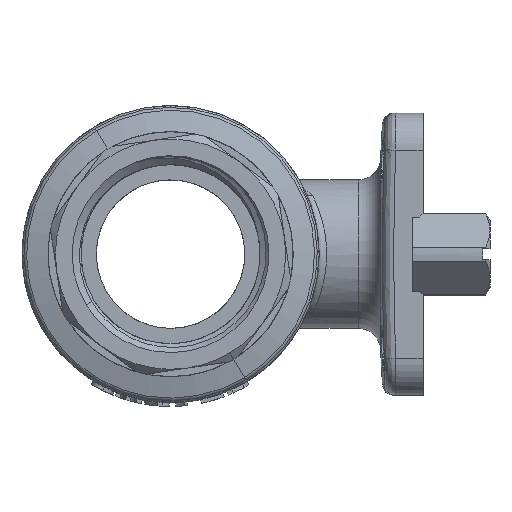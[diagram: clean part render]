
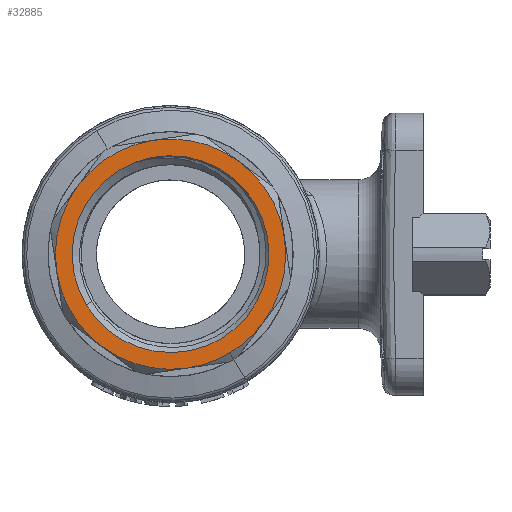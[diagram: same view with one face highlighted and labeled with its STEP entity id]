
A CAD part, front view. The second image highlights one B-rep face of the part: STEP entity #32885.
In plain terms, the highlighted planar face has unit normal (0, -1, 0).
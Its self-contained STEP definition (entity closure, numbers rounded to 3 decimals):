
#101 = DIRECTION ( 'NONE',  ( -0.858, 0., -0.514 ) ) ;
#273 = CARTESIAN_POINT ( 'NONE',  ( 15.332, -39., 2.278 ) ) ;
#644 = ORIENTED_EDGE ( 'NONE', *, *, #42442, .F. ) ;
#2366 = DIRECTION ( 'NONE',  ( 0., 1., 0. ) ) ;
#2618 = VERTEX_POINT ( 'NONE', #273 ) ;
#2697 = VERTEX_POINT ( 'NONE', #16421 ) ;
#2917 = CARTESIAN_POINT ( 'NONE',  ( 0., -39., 0. ) ) ;
#3625 = AXIS2_PLACEMENT_3D ( 'NONE', #12022, #2366, #19185 ) ;
#4205 = ORIENTED_EDGE ( 'NONE', *, *, #5021, .F. ) ;
#4991 = DIRECTION ( 'NONE',  ( 0., 1., 0. ) ) ;
#5021 = EDGE_CURVE ( 'NONE', #34199, #11926, #38694, .T. ) ;
#5062 = VERTEX_POINT ( 'NONE', #31586 ) ;
#5529 = FACE_BOUND ( 'NONE', #33274, .T. ) ;
#6311 = AXIS2_PLACEMENT_3D ( 'NONE', #36726, #30112, #40063 ) ;
#6620 = EDGE_CURVE ( 'NONE', #25632, #12526, #24232, .T. ) ;
#6637 = DIRECTION ( 'NONE',  ( 0., 1., 0. ) ) ;
#6836 = DIRECTION ( 'NONE',  ( 0.514, 0., -0.858 ) ) ;
#6911 = PLANE ( 'NONE',  #3625 ) ;
#7057 = FACE_OUTER_BOUND ( 'NONE', #10053, .T. ) ;
#7184 = DIRECTION ( 'NONE',  ( 0., 1., 0. ) ) ;
#7441 = CARTESIAN_POINT ( 'NONE',  ( 12.452, -39., -9.23 ) ) ;
#8398 = DIRECTION ( 'NONE',  ( 0., 1., 0. ) ) ;
#8413 = ORIENTED_EDGE ( 'NONE', *, *, #39707, .F. ) ;
#9221 = CIRCLE ( 'NONE', #42313, 13.25 ) ;
#9299 = CARTESIAN_POINT ( 'NONE',  ( -11.363, -39., -6.815 ) ) ;
#9608 = ORIENTED_EDGE ( 'NONE', *, *, #21898, .F. ) ;
#9846 = DIRECTION ( 'NONE',  ( 0.514, 0., -0.858 ) ) ;
#10004 = CARTESIAN_POINT ( 'NONE',  ( 0., -39., 0. ) ) ;
#10053 = EDGE_LOOP ( 'NONE', ( #9608, #11707, #20935, #31205, #8413, #34011, #644, #43417, #4205 ) ) ;
#10312 = DIRECTION ( 'NONE',  ( 0.514, 0., -0.858 ) ) ;
#10558 = CIRCLE ( 'NONE', #6311, 15.5 ) ;
#11023 = EDGE_CURVE ( 'NONE', #12526, #25632, #9221, .T. ) ;
#11707 = ORIENTED_EDGE ( 'NONE', *, *, #12387, .F. ) ;
#11848 = CARTESIAN_POINT ( 'NONE',  ( 0., -39., 0. ) ) ;
#11926 = VERTEX_POINT ( 'NONE', #23741 ) ;
#12022 = CARTESIAN_POINT ( 'NONE',  ( 0., -39., 0. ) ) ;
#12295 = CIRCLE ( 'NONE', #34607, 15.5 ) ;
#12387 = EDGE_CURVE ( 'NONE', #41468, #5062, #20220, .T. ) ;
#12526 = VERTEX_POINT ( 'NONE', #18073 ) ;
#13401 = CARTESIAN_POINT ( 'NONE',  ( 0., -39., 0. ) ) ;
#13568 = CARTESIAN_POINT ( 'NONE',  ( 0., -39., 0. ) ) ;
#14909 = CARTESIAN_POINT ( 'NONE',  ( 7.972, -39., -13.293 ) ) ;
#15007 = AXIS2_PLACEMENT_3D ( 'NONE', #11848, #4991, #35339 ) ;
#16182 = DIRECTION ( 'NONE',  ( 0.514, 0., -0.858 ) ) ;
#16421 = CARTESIAN_POINT ( 'NONE',  ( -2.278, -39., 15.332 ) ) ;
#16953 = DIRECTION ( 'NONE',  ( 0., 1., 0. ) ) ;
#17730 = CARTESIAN_POINT ( 'NONE',  ( 0., -39., 0. ) ) ;
#18073 = CARTESIAN_POINT ( 'NONE',  ( 11.363, -39., 6.815 ) ) ;
#18204 = ORIENTED_EDGE ( 'NONE', *, *, #6620, .T. ) ;
#19185 = DIRECTION ( 'NONE',  ( 0.514, 0., -0.858 ) ) ;
#19535 = CIRCLE ( 'NONE', #15007, 15.5 ) ;
#20220 = CIRCLE ( 'NONE', #37054, 15.5 ) ;
#20222 = DIRECTION ( 'NONE',  ( 0., 1., 0. ) ) ;
#20324 = CARTESIAN_POINT ( 'NONE',  ( 0., -39., 0. ) ) ;
#20935 = ORIENTED_EDGE ( 'NONE', *, *, #37182, .F. ) ;
#21768 = VERTEX_POINT ( 'NONE', #7441 ) ;
#21898 = EDGE_CURVE ( 'NONE', #5062, #34199, #12295, .T. ) ;
#22416 = EDGE_CURVE ( 'NONE', #11926, #37881, #41630, .T. ) ;
#23258 = DIRECTION ( 'NONE',  ( 0., 1., 0. ) ) ;
#23741 = CARTESIAN_POINT ( 'NONE',  ( -15.332, -39., -2.278 ) ) ;
#24232 = CIRCLE ( 'NONE', #29852, 13.25 ) ;
#25632 = VERTEX_POINT ( 'NONE', #9299 ) ;
#25711 = CARTESIAN_POINT ( 'NONE',  ( 9.23, -39., 12.452 ) ) ;
#26081 = AXIS2_PLACEMENT_3D ( 'NONE', #10004, #6637, #16182 ) ;
#26327 = DIRECTION ( 'NONE',  ( 0., 1., 0. ) ) ;
#26767 = DIRECTION ( 'NONE',  ( 0.514, 0., -0.858 ) ) ;
#27700 = DIRECTION ( 'NONE',  ( 0.514, 0., -0.858 ) ) ;
#28162 = CIRCLE ( 'NONE', #36972, 15.5 ) ;
#28662 = CARTESIAN_POINT ( 'NONE',  ( 0., -39., 0. ) ) ;
#29852 = AXIS2_PLACEMENT_3D ( 'NONE', #2917, #23258, #101 ) ;
#30112 = DIRECTION ( 'NONE',  ( 0., 1., 0. ) ) ;
#30280 = DIRECTION ( 'NONE',  ( 0., 1., 0. ) ) ;
#31205 = ORIENTED_EDGE ( 'NONE', *, *, #32794, .F. ) ;
#31461 = CARTESIAN_POINT ( 'NONE',  ( -9.23, -39., -12.452 ) ) ;
#31586 = CARTESIAN_POINT ( 'NONE',  ( 2.278, -39., -15.332 ) ) ;
#31884 = DIRECTION ( 'NONE',  ( 0.514, 0., -0.858 ) ) ;
#32172 = CARTESIAN_POINT ( 'NONE',  ( 0., -39., 0. ) ) ;
#32794 = EDGE_CURVE ( 'NONE', #2618, #21768, #35966, .T. ) ;
#32885 = ADVANCED_FACE ( 'NONE', ( #7057, #5529 ), #6911, .F. ) ;
#33274 = EDGE_LOOP ( 'NONE', ( #43231, #18204 ) ) ;
#33612 = CARTESIAN_POINT ( 'NONE',  ( 0., -39., 0. ) ) ;
#34011 = ORIENTED_EDGE ( 'NONE', *, *, #40339, .F. ) ;
#34199 = VERTEX_POINT ( 'NONE', #31461 ) ;
#34607 = AXIS2_PLACEMENT_3D ( 'NONE', #13568, #16953, #6836 ) ;
#35111 = VERTEX_POINT ( 'NONE', #25711 ) ;
#35339 = DIRECTION ( 'NONE',  ( 0.514, 0., -0.858 ) ) ;
#35966 = CIRCLE ( 'NONE', #40411, 15.5 ) ;
#36459 = AXIS2_PLACEMENT_3D ( 'NONE', #17730, #7184, #27700 ) ;
#36726 = CARTESIAN_POINT ( 'NONE',  ( 0., -39., 0. ) ) ;
#36972 = AXIS2_PLACEMENT_3D ( 'NONE', #20324, #26327, #26767 ) ;
#37054 = AXIS2_PLACEMENT_3D ( 'NONE', #13401, #30280, #10312 ) ;
#37182 = EDGE_CURVE ( 'NONE', #21768, #41468, #28162, .T. ) ;
#37881 = VERTEX_POINT ( 'NONE', #39802 ) ;
#38694 = CIRCLE ( 'NONE', #43425, 15.5 ) ;
#39707 = EDGE_CURVE ( 'NONE', #35111, #2618, #19535, .T. ) ;
#39802 = CARTESIAN_POINT ( 'NONE',  ( -12.452, -39., 9.23 ) ) ;
#40063 = DIRECTION ( 'NONE',  ( 0.514, 0., -0.858 ) ) ;
#40339 = EDGE_CURVE ( 'NONE', #2697, #35111, #10558, .T. ) ;
#40411 = AXIS2_PLACEMENT_3D ( 'NONE', #33612, #20222, #9846 ) ;
#41468 = VERTEX_POINT ( 'NONE', #14909 ) ;
#41630 = CIRCLE ( 'NONE', #26081, 15.5 ) ;
#41862 = DIRECTION ( 'NONE',  ( -0.858, 0., -0.514 ) ) ;
#42158 = DIRECTION ( 'NONE',  ( 0., 1., 0. ) ) ;
#42313 = AXIS2_PLACEMENT_3D ( 'NONE', #28662, #42158, #41862 ) ;
#42442 = EDGE_CURVE ( 'NONE', #37881, #2697, #42927, .T. ) ;
#42927 = CIRCLE ( 'NONE', #36459, 15.5 ) ;
#43231 = ORIENTED_EDGE ( 'NONE', *, *, #11023, .T. ) ;
#43417 = ORIENTED_EDGE ( 'NONE', *, *, #22416, .F. ) ;
#43425 = AXIS2_PLACEMENT_3D ( 'NONE', #32172, #8398, #31884 ) ;
